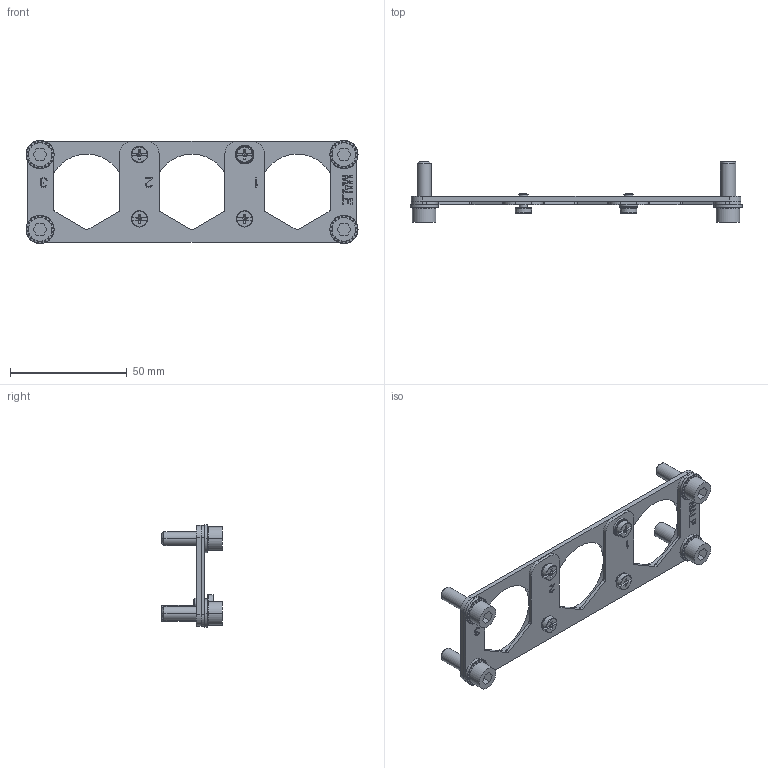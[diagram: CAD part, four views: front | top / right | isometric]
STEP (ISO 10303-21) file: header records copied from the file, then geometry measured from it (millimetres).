
FILE_DESCRIPTION((''),'2;1');
FILE_NAME('MANIFOLD_SOLID_BREP_78667','2017-10-27T',('wl.kang'),(''),'PRO/ENGINEER BY PARAMETRIC TECHNOLOGY CORPORATION, 2012480','PRO/ENGINEER BY PARAMETRIC TECHNOLOGY CORPORATION, 2012480','');
FILE_SCHEMA(('AUTOMOTIVE_DESIGN { 1 0 10303 214 1 1 1 1 }'));
Products named in the file (1): MANIFOLD_SOLID_BREP_78667
Bounding box: 142 x 26 x 44 mm (x, y, z)
Surface area: 19714.6 mm2 (no closed solid volume)
Topology: 0 solids, 1 shells, 1326 faces, 3626 edges, 2354 vertices
Faces by surface type: bspline 580, plane 435, cylinder 163, cone 132, torus 16
Entity records: 98534 total; most frequent: CARTESIAN_POINT 62800, ORIENTED_EDGE 7244, DIRECTION 3802, EDGE_CURVE 3626, VERTEX_POINT 2354, B_SPLINE_CURVE_WITH_KNOTS 1751, VECTOR 1440, LINE 1440
